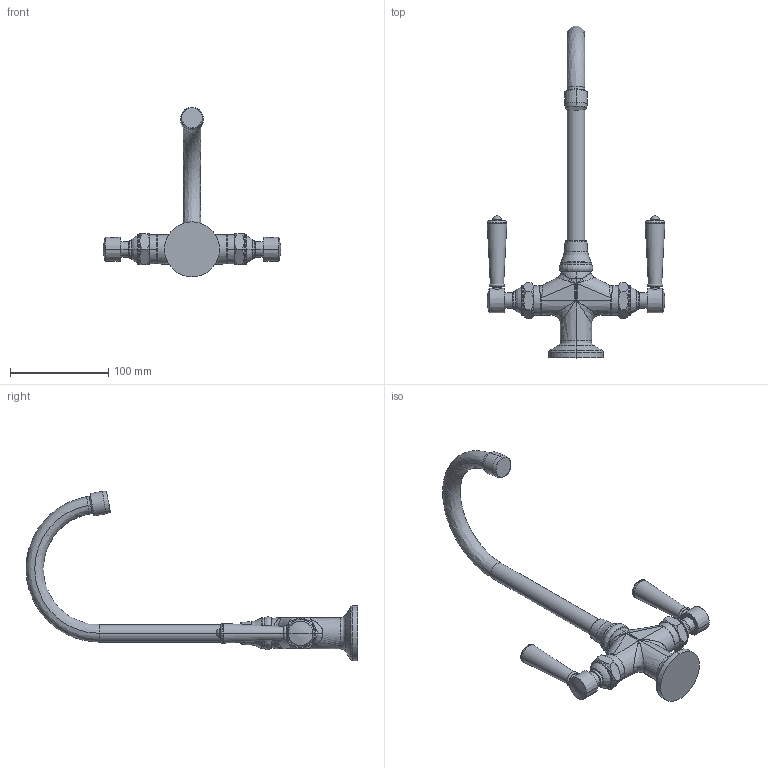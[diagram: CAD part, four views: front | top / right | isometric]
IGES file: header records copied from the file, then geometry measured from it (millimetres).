
Start section:  PTC IGES file: 1208.igs
Global section: file name: 1208.igs; native system: Creo Parametric by PTC Inc.; preprocessor: 2018400; author: rsmith; organization: Unknown; date: 20210511.161234; units: inch
Bounding box: 181.05 x 337.94 x 172.61 mm (x, y, z)
Surface area: 59195 mm2 (no closed solid volume)
Topology: 0 solids, 0 shells, 195 faces, 840 edges, 832 vertices
Faces by surface type: revolution 130, bspline 65
